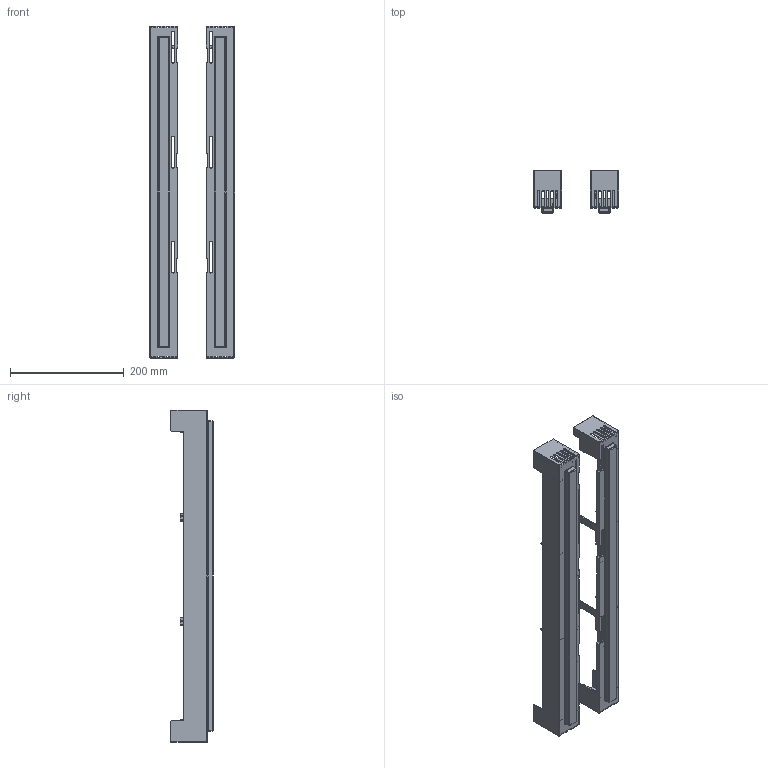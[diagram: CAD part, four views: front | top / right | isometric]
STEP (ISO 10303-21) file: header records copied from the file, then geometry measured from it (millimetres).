
FILE_DESCRIPTION(('CATIA V5 STEP Exchange','CAx-IF Rec.Pracs.--- Model Styling and Organization---1.2---2011-12-15'),'2;1');
FILE_NAME('01431000Links+Rechts.stp','2015-01-23T07:56:29+00:00',('Frank Leistner'),('Wöhner GmbH & Co. KG'),'Version 5-6 Release 2012','CATIA V5 STEP AP214','none');
FILE_SCHEMA(('AUTOMOTIVE_DESIGN { 1 0 10303 214 1 1 1 1 }'));
Length unit declared in the file: millimetre
Products named in the file (1): 01431000Links+Rechts
Bounding box: 150 x 74.5 x 585 mm (x, y, z)
Volume: 271941.4 mm3; surface area: 339767.9 mm2
Topology: 2 solids, 2 shells, 532 faces, 1644 edges, 1068 vertices
Faces by surface type: plane 358, cylinder 146, sphere 16, torus 8, bspline 4
Entity records: 22958 total; most frequent: CARTESIAN_POINT 4797, ORIENTED_EDGE 3280, DIRECTION 2577, EDGE_CURVE 1640, VECTOR 1331, LINE 1331, VERTEX_POINT 1068, AXIS2_PLACEMENT_3D 719
